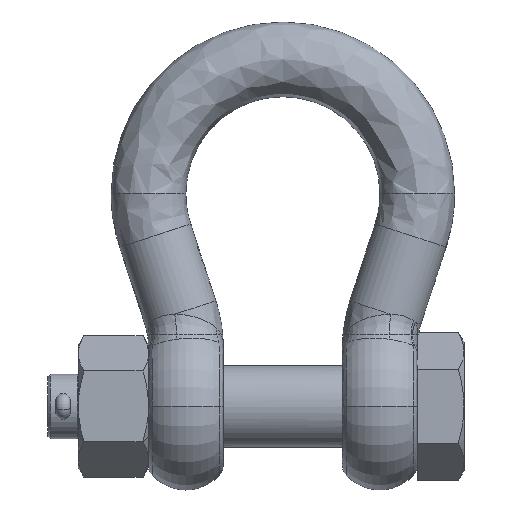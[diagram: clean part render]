
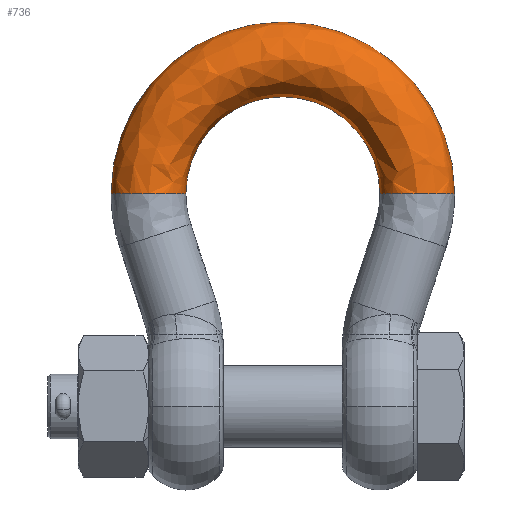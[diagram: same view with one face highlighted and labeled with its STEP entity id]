
A CAD part, top view. The second image highlights one B-rep face of the part: STEP entity #736.
In plain terms, the highlighted free-form (B-spline) face has degree [3, 3] with [4, 4] control points.
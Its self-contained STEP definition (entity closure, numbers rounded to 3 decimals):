
#736=ADVANCED_FACE('NONE',(#2178),#2179,.F.);
#2178=FACE_OUTER_BOUND('',#14002,.T.);
#2179=(B_SPLINE_SURFACE(3,3,((#14004,#14005,#14006,#14007),(#14008,#14009,#14010,#14011),(#14012,#14013,#14014,#14015),(#14016,#14017,#14018,#14019)),.UNSPECIFIED.,.F.,.F.,.F.)B_SPLINE_SURFACE_WITH_KNOTS((4,4),(4,4),(0.0,1.0),(0.0,1.0),.UNSPECIFIED.)RATIONAL_B_SPLINE_SURFACE(((1.0,0.333,0.333,1.0),(0.333,0.111,0.111,0.333),(0.333,0.111,0.111,0.333),(1.0,0.333,0.333,1.0)))BOUNDED_SURFACE()REPRESENTATION_ITEM('')GEOMETRIC_REPRESENTATION_ITEM()SURFACE());
#14002=EDGE_LOOP('',(#20011,#20012,#20013,#20014));
#14004=CARTESIAN_POINT('',(-41.5,91.0,0.));
#14005=CARTESIAN_POINT('',(-41.5,174.0,0.));
#14006=CARTESIAN_POINT('',(41.5,174.0,0.));
#14007=CARTESIAN_POINT('',(41.5,91.0,0.));
#14008=CARTESIAN_POINT('',(-41.5,91.0,32.0));
#14009=CARTESIAN_POINT('',(-41.5,174.0,32.0));
#14010=CARTESIAN_POINT('',(41.5,174.0,32.0));
#14011=CARTESIAN_POINT('',(41.5,91.0,32.0));
#14012=CARTESIAN_POINT('',(-73.5,91.0,32.0));
#14013=CARTESIAN_POINT('',(-73.5,238.0,32.0));
#14014=CARTESIAN_POINT('',(73.5,238.0,32.0));
#14015=CARTESIAN_POINT('',(73.5,91.0,32.0));
#14016=CARTESIAN_POINT('',(-73.5,91.0,0.));
#14017=CARTESIAN_POINT('',(-73.5,238.0,0.));
#14018=CARTESIAN_POINT('',(73.5,238.0,0.));
#14019=CARTESIAN_POINT('',(73.5,91.0,0.));
#20011=ORIENTED_EDGE('',*,*,#22931,.T.);
#20012=ORIENTED_EDGE('',*,*,#22921,.F.);
#20013=ORIENTED_EDGE('',*,*,#22803,.F.);
#20014=ORIENTED_EDGE('',*,*,#22920,.F.);
#22803=EDGE_CURVE('NONE',#26158,#26156,#26162,.T.);
#22920=EDGE_CURVE('NONE',#26358,#26158,#26360,.T.);
#22921=EDGE_CURVE('NONE',#26156,#26357,#26361,.T.);
#22931=EDGE_CURVE('NONE',#26358,#26357,#26376,.T.);
#26156=VERTEX_POINT('NONE',#39428);
#26158=VERTEX_POINT('NONE',#39430);
#26162=CIRCLE('',#39434,16.0);
#26357=VERTEX_POINT('NONE',#40093);
#26358=VERTEX_POINT('NONE',#40094);
#26360=CIRCLE('',#40096,41.5);
#26361=CIRCLE('',#40097,73.5);
#26376=CIRCLE('',#40137,16.0);
#39428=CARTESIAN_POINT('',(-73.5,91.0,0.));
#39430=CARTESIAN_POINT('',(-41.5,91.,0.));
#39434=AXIS2_PLACEMENT_3D('',#42329,#42330,#42331);
#40093=CARTESIAN_POINT('',(73.5,91.0,0.));
#40094=CARTESIAN_POINT('',(41.5,91.0,0.));
#40096=AXIS2_PLACEMENT_3D('',#42412,#42413,#42414);
#40097=AXIS2_PLACEMENT_3D('',#42415,#42416,#42417);
#40137=AXIS2_PLACEMENT_3D('',#42422,#42423,#42424);
#42329=CARTESIAN_POINT('',(-57.5,91.0,0.));
#42330=DIRECTION('',(0.0,-1.0,0.0));
#42331=DIRECTION('',(0.0,0.0,-1.0));
#42412=CARTESIAN_POINT('',(0.0,91.0,0.));
#42413=DIRECTION('',(0.0,0.0,1.0));
#42414=DIRECTION('',(-1.0,0.0,0.0));
#42415=CARTESIAN_POINT('',(0.0,91.0,0.));
#42416=DIRECTION('',(0.0,0.0,-1.0));
#42417=DIRECTION('',(-1.0,0.0,0.0));
#42422=CARTESIAN_POINT('',(57.5,91.0,0.));
#42423=DIRECTION('',(0.0,1.0,-0.0));
#42424=DIRECTION('',(0.0,0.0,1.0));
